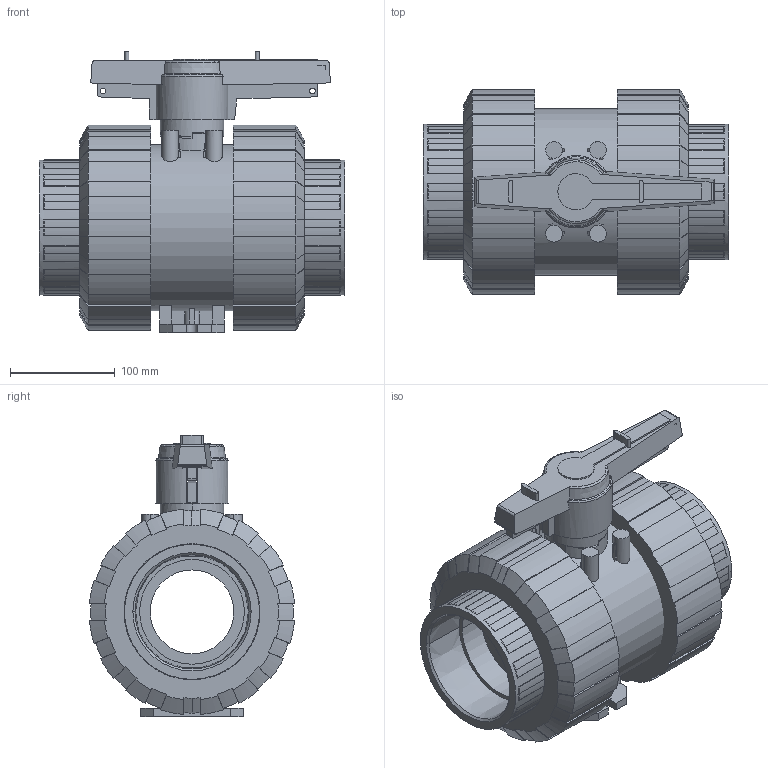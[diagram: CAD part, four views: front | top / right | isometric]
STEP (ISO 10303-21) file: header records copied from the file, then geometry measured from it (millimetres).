
FILE_DESCRIPTION(('STEP AP214'),'1');
FILE_NAME('cctmp_B5507EBC-9F5B-49EF-99DD-31FF03032407_2021_10_21_07_24_19_0325..stp','2021-10-21T05:24:19',('Praher Valves GmbH'),('CADClick - www.CADClick.com'),'Spatial InterOp 3D',' ','unknown authorization');
FILE_SCHEMA(('AUTOMOTIVE_DESIGN'));
Length unit declared in the file: millimetre
Products named in the file (7): cc_unnamed; 124282_5; 124282_4; 124282_3; 124282_2; 124282_1; 124282
Assembly tree (6 placements, depth 2):
  cc_unnamed
    124282_5
    124282_4
    124282_3
    124282_2
    124282_1
    124282
Bounding box: 291.5 x 195.88 x 268.4 mm (x, y, z)
Volume: 5153687.1 mm3; surface area: 587670.9 mm2
Topology: 6 solids, 6 shells, 619 faces, 1777 edges, 1180 vertices
Faces by surface type: plane 283, cylinder 204, cone 124, torus 8
Entity records: 26224 total; most frequent: CARTESIAN_POINT 4846, ORIENTED_EDGE 3554, DIRECTION 3417, EDGE_CURVE 1777, AXIS2_PLACEMENT_3D 1270, VERTEX_POINT 1180, LINE 877, VECTOR 877
